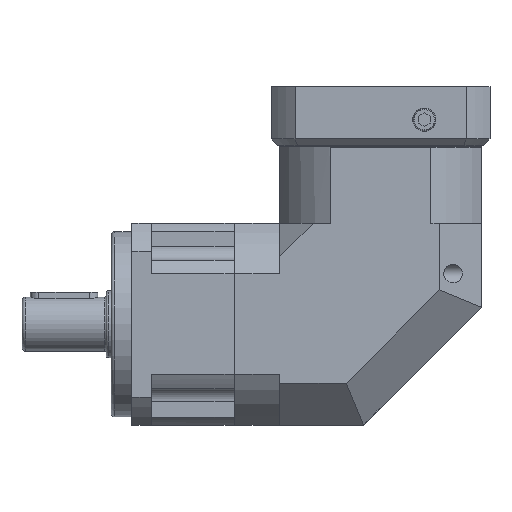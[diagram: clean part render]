
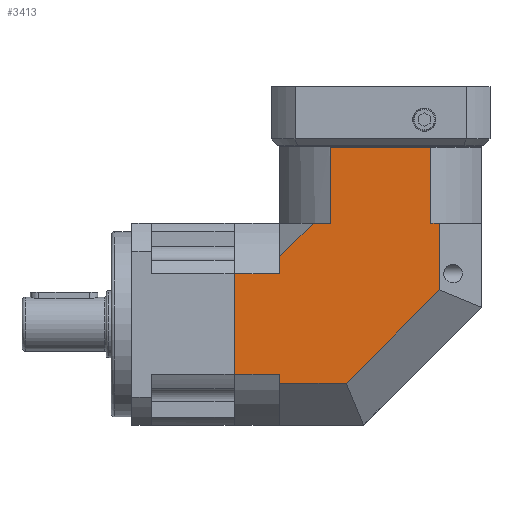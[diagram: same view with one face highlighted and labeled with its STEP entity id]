
A CAD part, left-side view. The second image highlights one B-rep face of the part: STEP entity #3413.
In plain terms, the highlighted planar face has unit normal (-1, 0, 0).
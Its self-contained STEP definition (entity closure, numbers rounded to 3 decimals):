
#3027=CARTESIAN_POINT('',(-60.,40.,60.));
#3028=VERTEX_POINT('',#3027);
#3035=CARTESIAN_POINT('',(-60.0,29.816,60.));
#3036=VERTEX_POINT('',#3035);
#3037=CARTESIAN_POINT('',(-60.0,29.816,60.));
#3038=DIRECTION('',(0.0,1.0,0.0));
#3039=VECTOR('',#3038,10.184);
#3040=LINE('',#3037,#3039);
#3041=EDGE_CURVE('',#3036,#3028,#3040,.T.);
#3058=CARTESIAN_POINT('',(-60.0,60.0,29.816));
#3059=VERTEX_POINT('',#3058);
#3060=CARTESIAN_POINT('',(-60.,60.0,40.));
#3061=VERTEX_POINT('',#3060);
#3062=CARTESIAN_POINT('',(-60.0,60.0,29.816));
#3063=DIRECTION('',(0.0,0.0,1.0));
#3064=VECTOR('',#3063,10.184);
#3065=LINE('',#3062,#3064);
#3066=EDGE_CURVE('',#3059,#3061,#3065,.T.);
#3312=CARTESIAN_POINT('',(-60.0,-60.0,105.5));
#3313=DIRECTION('',(1.0,0.0,0.0));
#3314=DIRECTION('',(0.0,0.0,-1.0));
#3315=AXIS2_PLACEMENT_3D('',#3312,#3313,#3314);
#3316=PLANE('',#3315);
#3317=CARTESIAN_POINT('',(-60.0,86.7,29.816));
#3318=VERTEX_POINT('',#3317);
#3319=CARTESIAN_POINT('',(-60.0,60.0,29.816));
#3320=DIRECTION('',(0.0,1.0,0.0));
#3321=VECTOR('',#3320,26.7);
#3322=LINE('',#3319,#3321);
#3323=EDGE_CURVE('',#3059,#3318,#3322,.T.);
#3324=ORIENTED_EDGE('',*,*,#3323,.T.);
#3325=CARTESIAN_POINT('',(-60.0,86.7,-29.816));
#3326=VERTEX_POINT('',#3325);
#3327=CARTESIAN_POINT('',(-60.0,86.7,29.816));
#3328=DIRECTION('',(0.0,0.0,-1.0));
#3329=VECTOR('',#3328,59.632);
#3330=LINE('',#3327,#3329);
#3331=EDGE_CURVE('',#3318,#3326,#3330,.T.);
#3332=ORIENTED_EDGE('',*,*,#3331,.T.);
#3333=CARTESIAN_POINT('',(-60.0,60.0,-29.816));
#3334=VERTEX_POINT('',#3333);
#3335=CARTESIAN_POINT('',(-60.0,60.0,-29.816));
#3336=DIRECTION('',(0.0,1.0,0.0));
#3337=VECTOR('',#3336,26.7);
#3338=LINE('',#3335,#3337);
#3339=EDGE_CURVE('',#3334,#3326,#3338,.T.);
#3340=ORIENTED_EDGE('',*,*,#3339,.F.);
#3341=CARTESIAN_POINT('',(-60.0,60.0,-35.));
#3342=VERTEX_POINT('',#3341);
#3343=CARTESIAN_POINT('',(-60.0,60.0,-29.816));
#3344=DIRECTION('',(0.0,0.0,-1.0));
#3345=VECTOR('',#3344,5.184);
#3346=LINE('',#3343,#3345);
#3347=EDGE_CURVE('',#3334,#3342,#3346,.T.);
#3348=ORIENTED_EDGE('',*,*,#3347,.T.);
#3349=CARTESIAN_POINT('',(-60.0,20.355,-35.));
#3350=VERTEX_POINT('',#3349);
#3351=CARTESIAN_POINT('',(-60.0,60.0,-35.));
#3352=DIRECTION('',(0.0,-1.0,0.0));
#3353=VECTOR('',#3352,39.645);
#3354=LINE('',#3351,#3353);
#3355=EDGE_CURVE('',#3342,#3350,#3354,.T.);
#3356=ORIENTED_EDGE('',*,*,#3355,.T.);
#3357=CARTESIAN_POINT('',(-60.0,-35.,20.355));
#3358=VERTEX_POINT('',#3357);
#3359=CARTESIAN_POINT('',(-60.0,20.355,-35.));
#3360=DIRECTION('',(0.0,-0.707,0.707));
#3361=VECTOR('',#3360,78.284);
#3362=LINE('',#3359,#3361);
#3363=EDGE_CURVE('',#3350,#3358,#3362,.T.);
#3364=ORIENTED_EDGE('',*,*,#3363,.T.);
#3365=CARTESIAN_POINT('',(-60.0,-35.,60.));
#3366=VERTEX_POINT('',#3365);
#3367=CARTESIAN_POINT('',(-60.0,-35.,20.355));
#3368=DIRECTION('',(0.0,0.0,1.0));
#3369=VECTOR('',#3368,39.645);
#3370=LINE('',#3367,#3369);
#3371=EDGE_CURVE('',#3358,#3366,#3370,.T.);
#3372=ORIENTED_EDGE('',*,*,#3371,.T.);
#3373=CARTESIAN_POINT('',(-60.0,-29.816,60.));
#3374=VERTEX_POINT('',#3373);
#3375=CARTESIAN_POINT('',(-60.0,-35.,60.));
#3376=DIRECTION('',(0.0,1.0,0.0));
#3377=VECTOR('',#3376,5.184);
#3378=LINE('',#3375,#3377);
#3379=EDGE_CURVE('',#3366,#3374,#3378,.T.);
#3380=ORIENTED_EDGE('',*,*,#3379,.T.);
#3381=CARTESIAN_POINT('',(-60.0,-29.816,105.2));
#3382=VERTEX_POINT('',#3381);
#3383=CARTESIAN_POINT('',(-60.0,-29.816,60.));
#3384=DIRECTION('',(0.0,0.0,1.0));
#3385=VECTOR('',#3384,45.2);
#3386=LINE('',#3383,#3385);
#3387=EDGE_CURVE('',#3374,#3382,#3386,.T.);
#3388=ORIENTED_EDGE('',*,*,#3387,.T.);
#3389=CARTESIAN_POINT('',(-60.0,29.816,105.2));
#3390=VERTEX_POINT('',#3389);
#3391=CARTESIAN_POINT('',(-60.0,-29.816,105.2));
#3392=DIRECTION('',(0.0,1.0,0.0));
#3393=VECTOR('',#3392,59.632);
#3394=LINE('',#3391,#3393);
#3395=EDGE_CURVE('',#3382,#3390,#3394,.T.);
#3396=ORIENTED_EDGE('',*,*,#3395,.T.);
#3397=CARTESIAN_POINT('',(-60.0,29.816,60.));
#3398=DIRECTION('',(0.0,0.0,1.0));
#3399=VECTOR('',#3398,45.2);
#3400=LINE('',#3397,#3399);
#3401=EDGE_CURVE('',#3036,#3390,#3400,.T.);
#3402=ORIENTED_EDGE('',*,*,#3401,.F.);
#3403=ORIENTED_EDGE('',*,*,#3041,.T.);
#3404=CARTESIAN_POINT('',(-60.0,60.,40.));
#3405=DIRECTION('',(0.0,-0.707,0.707));
#3406=VECTOR('',#3405,28.284);
#3407=LINE('',#3404,#3406);
#3408=EDGE_CURVE('',#3061,#3028,#3407,.T.);
#3409=ORIENTED_EDGE('',*,*,#3408,.F.);
#3410=ORIENTED_EDGE('',*,*,#3066,.F.);
#3411=EDGE_LOOP('',(#3324,#3332,#3340,#3348,#3356,#3364,#3372,#3380,#3388,#3396,#3402,#3403,#3409,#3410));
#3412=FACE_OUTER_BOUND('',#3411,.T.);
#3413=ADVANCED_FACE('',(#3412),#3316,.F.);
